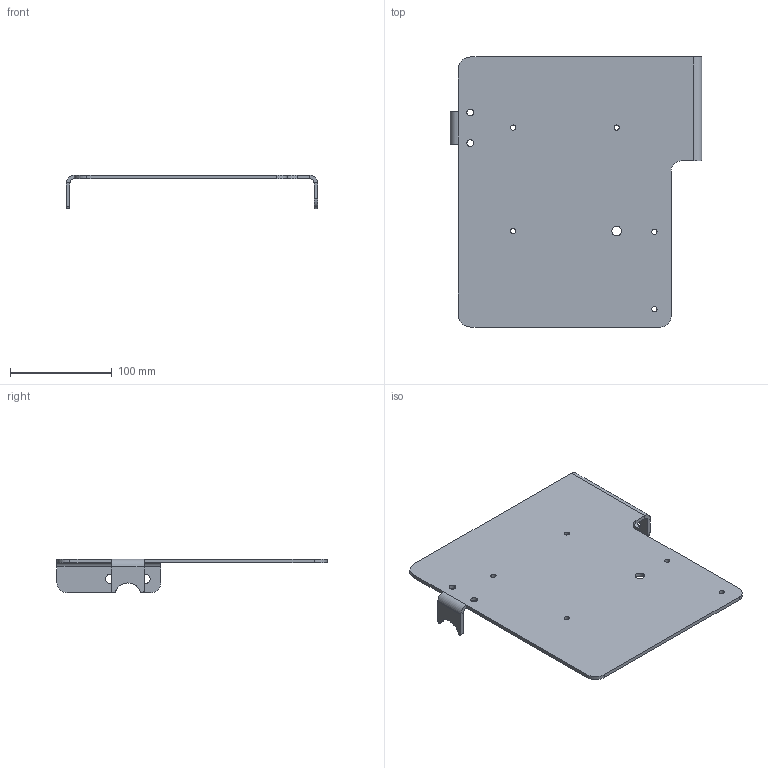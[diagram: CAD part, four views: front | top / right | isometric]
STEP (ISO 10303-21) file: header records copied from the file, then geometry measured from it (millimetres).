
FILE_DESCRIPTION (( 'STEP AP214' ), '1' );
FILE_NAME ('7001-5518_1.STEP', '2026-01-22T15:05:49', ( '' ), ( '' ), 'SwSTEP 2.0', 'SolidWorks 2025', '' );
FILE_SCHEMA (( 'AUTOMOTIVE_DESIGN' ));
Length unit declared in the file: inch
Products named in the file (1): 7001-5518_1
Bounding box: 246.64 x 265 x 33 mm (x, y, z)
Volume: 221620.2 mm3; surface area: 127673.3 mm2
Topology: 1 solids, 1 shells, 60 faces, 158 edges, 100 vertices
Faces by surface type: cylinder 38, plane 22
Entity records: 1937 total; most frequent: DIRECTION 356, CARTESIAN_POINT 319, ORIENTED_EDGE 316, EDGE_CURVE 158, AXIS2_PLACEMENT_3D 137, VERTEX_POINT 100, LINE 82, VECTOR 82
